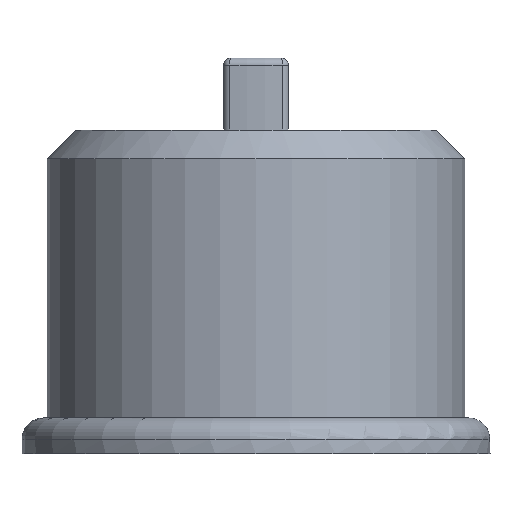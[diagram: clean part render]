
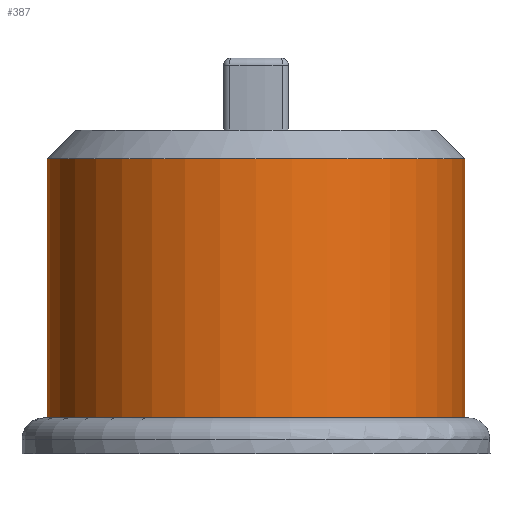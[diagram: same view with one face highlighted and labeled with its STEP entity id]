
A CAD part, front view. The second image highlights one B-rep face of the part: STEP entity #387.
In plain terms, the highlighted cylindrical face has radius 2.9 mm (diameter 5.8 mm), a full revolution.
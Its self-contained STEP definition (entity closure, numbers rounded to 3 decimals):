
#37=FACE_OUTER_BOUND('',#65,.T.);
#65=EDGE_LOOP('',(#277,#278,#279,#280,#281,#282));
#88=LINE('',#677,#107);
#107=VECTOR('',#533,2.9);
#133=CIRCLE('',#442,2.9);
#134=CIRCLE('',#443,2.9);
#135=CIRCLE('',#445,2.9);
#136=CIRCLE('',#446,2.9);
#171=VERTEX_POINT('',#669);
#172=VERTEX_POINT('',#670);
#173=VERTEX_POINT('',#674);
#174=VERTEX_POINT('',#675);
#208=EDGE_CURVE('',#171,#172,#133,.T.);
#209=EDGE_CURVE('',#172,#171,#134,.T.);
#210=EDGE_CURVE('',#173,#174,#135,.T.);
#211=EDGE_CURVE('',#174,#172,#88,.T.);
#212=EDGE_CURVE('',#174,#173,#136,.T.);
#277=ORIENTED_EDGE('',*,*,#210,.T.);
#278=ORIENTED_EDGE('',*,*,#211,.T.);
#279=ORIENTED_EDGE('',*,*,#209,.T.);
#280=ORIENTED_EDGE('',*,*,#208,.T.);
#281=ORIENTED_EDGE('',*,*,#211,.F.);
#282=ORIENTED_EDGE('',*,*,#212,.T.);
#373=CYLINDRICAL_SURFACE('',#444,2.9);
#387=ADVANCED_FACE('',(#37),#373,.T.);
#442=AXIS2_PLACEMENT_3D('',#671,#525,#526);
#443=AXIS2_PLACEMENT_3D('',#672,#527,#528);
#444=AXIS2_PLACEMENT_3D('',#673,#529,#530);
#445=AXIS2_PLACEMENT_3D('',#676,#531,#532);
#446=AXIS2_PLACEMENT_3D('',#678,#534,#535);
#525=DIRECTION('center_axis',(0.,0.,1.));
#526=DIRECTION('ref_axis',(0.,1.,0.));
#527=DIRECTION('center_axis',(0.,0.,1.));
#528=DIRECTION('ref_axis',(0.,1.,0.));
#529=DIRECTION('center_axis',(0.,0.,1.));
#530=DIRECTION('ref_axis',(0.,-1.,0.));
#531=DIRECTION('center_axis',(0.,0.,-1.));
#532=DIRECTION('ref_axis',(0.,-1.,0.));
#533=DIRECTION('',(0.,0.,-1.));
#534=DIRECTION('center_axis',(0.,0.,-1.));
#535=DIRECTION('ref_axis',(0.,-1.,0.));
#669=CARTESIAN_POINT('',(0.,-2.9,15.9));
#670=CARTESIAN_POINT('',(0.,2.9,15.9));
#671=CARTESIAN_POINT('Origin',(0.,0.,15.9));
#672=CARTESIAN_POINT('Origin',(0.,0.,15.9));
#673=CARTESIAN_POINT('Origin',(0.,0.,19.9));
#674=CARTESIAN_POINT('',(0.,-2.9,19.5));
#675=CARTESIAN_POINT('',(0.,2.9,19.5));
#676=CARTESIAN_POINT('Origin',(0.,0.,19.5));
#677=CARTESIAN_POINT('',(0.,2.9,19.9));
#678=CARTESIAN_POINT('Origin',(0.,0.,19.5));
